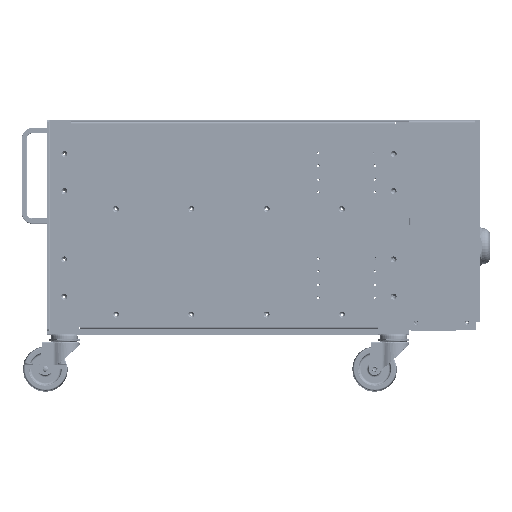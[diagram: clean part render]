
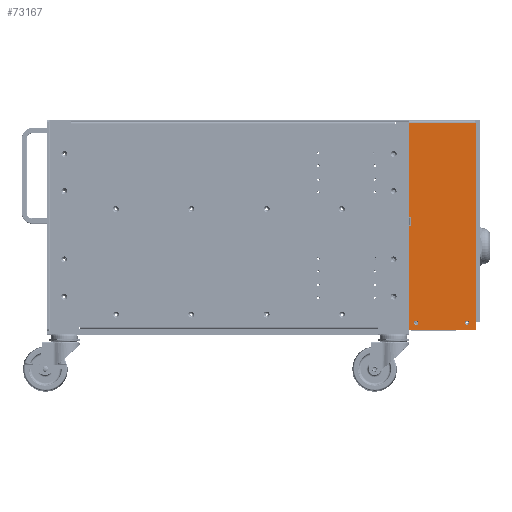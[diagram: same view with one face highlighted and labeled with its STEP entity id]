
A CAD part, top view. The second image highlights one B-rep face of the part: STEP entity #73167.
In plain terms, the highlighted planar face has unit normal (0, 0, 1).
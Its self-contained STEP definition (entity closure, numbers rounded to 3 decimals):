
#3967=FACE_BOUND('',#14518,.T.);
#3968=FACE_BOUND('',#14519,.T.);
#5945=PLANE('',#82100);
#9306=FACE_OUTER_BOUND('',#14517,.T.);
#14517=EDGE_LOOP('',(#65765,#65766,#65767,#65768,#65769,#65770,#65771,#65772,
#65773,#65774,#65775,#65776,#65777));
#14518=EDGE_LOOP('',(#65778,#65779));
#14519=EDGE_LOOP('',(#65780,#65781));
#20215=LINE('',#135188,#25876);
#20230=LINE('',#135224,#25891);
#20233=LINE('',#135231,#25894);
#20237=LINE('',#135238,#25898);
#20239=LINE('',#135242,#25900);
#20240=LINE('',#135244,#25901);
#20241=LINE('',#135246,#25902);
#20242=LINE('',#135248,#25903);
#20243=LINE('',#135250,#25904);
#20244=LINE('',#135252,#25905);
#20245=LINE('',#135254,#25906);
#20246=LINE('',#135256,#25907);
#20247=LINE('',#135257,#25908);
#25876=VECTOR('',#102107,0.394);
#25891=VECTOR('',#102146,0.394);
#25894=VECTOR('',#102151,0.394);
#25898=VECTOR('',#102157,0.394);
#25900=VECTOR('',#102161,0.394);
#25901=VECTOR('',#102162,0.394);
#25902=VECTOR('',#102163,0.394);
#25903=VECTOR('',#102164,0.394);
#25904=VECTOR('',#102165,0.394);
#25905=VECTOR('',#102166,0.394);
#25906=VECTOR('',#102167,0.394);
#25907=VECTOR('',#102168,0.394);
#25908=VECTOR('',#102169,0.394);
#30186=CIRCLE('',#82101,0.145);
#30187=CIRCLE('',#82102,0.145);
#30188=CIRCLE('',#82103,0.145);
#30189=CIRCLE('',#82104,0.145);
#36842=VERTEX_POINT('',#135185);
#36843=VERTEX_POINT('',#135187);
#36852=VERTEX_POINT('',#135223);
#36854=VERTEX_POINT('',#135229);
#36855=VERTEX_POINT('',#135230);
#36858=VERTEX_POINT('',#135241);
#36859=VERTEX_POINT('',#135243);
#36860=VERTEX_POINT('',#135245);
#36861=VERTEX_POINT('',#135247);
#36862=VERTEX_POINT('',#135249);
#36863=VERTEX_POINT('',#135251);
#36864=VERTEX_POINT('',#135253);
#36865=VERTEX_POINT('',#135255);
#36866=VERTEX_POINT('',#135258);
#36867=VERTEX_POINT('',#135259);
#36868=VERTEX_POINT('',#135262);
#36869=VERTEX_POINT('',#135263);
#46647=EDGE_CURVE('',#36843,#36842,#20215,.T.);
#46665=EDGE_CURVE('',#36852,#36843,#20230,.T.);
#46668=EDGE_CURVE('',#36854,#36855,#20233,.T.);
#46672=EDGE_CURVE('',#36855,#36852,#20237,.T.);
#46674=EDGE_CURVE('',#36842,#36858,#20239,.T.);
#46675=EDGE_CURVE('',#36858,#36859,#20240,.T.);
#46676=EDGE_CURVE('',#36859,#36860,#20241,.T.);
#46677=EDGE_CURVE('',#36861,#36860,#20242,.T.);
#46678=EDGE_CURVE('',#36862,#36861,#20243,.T.);
#46679=EDGE_CURVE('',#36863,#36862,#20244,.T.);
#46680=EDGE_CURVE('',#36863,#36864,#20245,.T.);
#46681=EDGE_CURVE('',#36864,#36865,#20246,.T.);
#46682=EDGE_CURVE('',#36854,#36865,#20247,.T.);
#46683=EDGE_CURVE('',#36866,#36867,#30186,.T.);
#46684=EDGE_CURVE('',#36867,#36866,#30187,.T.);
#46685=EDGE_CURVE('',#36868,#36869,#30188,.T.);
#46686=EDGE_CURVE('',#36869,#36868,#30189,.T.);
#65765=ORIENTED_EDGE('',*,*,#46668,.T.);
#65766=ORIENTED_EDGE('',*,*,#46672,.T.);
#65767=ORIENTED_EDGE('',*,*,#46665,.T.);
#65768=ORIENTED_EDGE('',*,*,#46647,.T.);
#65769=ORIENTED_EDGE('',*,*,#46674,.T.);
#65770=ORIENTED_EDGE('',*,*,#46675,.T.);
#65771=ORIENTED_EDGE('',*,*,#46676,.T.);
#65772=ORIENTED_EDGE('',*,*,#46677,.F.);
#65773=ORIENTED_EDGE('',*,*,#46678,.F.);
#65774=ORIENTED_EDGE('',*,*,#46679,.F.);
#65775=ORIENTED_EDGE('',*,*,#46680,.T.);
#65776=ORIENTED_EDGE('',*,*,#46681,.T.);
#65777=ORIENTED_EDGE('',*,*,#46682,.F.);
#65778=ORIENTED_EDGE('',*,*,#46683,.T.);
#65779=ORIENTED_EDGE('',*,*,#46684,.T.);
#65780=ORIENTED_EDGE('',*,*,#46685,.T.);
#65781=ORIENTED_EDGE('',*,*,#46686,.T.);
#73167=ADVANCED_FACE('',(#9306,#3967,#3968),#5945,.T.);
#82100=AXIS2_PLACEMENT_3D('',#135240,#102159,#102160);
#82101=AXIS2_PLACEMENT_3D('',#135260,#102170,#102171);
#82102=AXIS2_PLACEMENT_3D('',#135261,#102172,#102173);
#82103=AXIS2_PLACEMENT_3D('',#135264,#102174,#102175);
#82104=AXIS2_PLACEMENT_3D('',#135265,#102176,#102177);
#102107=DIRECTION('',(0.,-1.,0.));
#102146=DIRECTION('',(-1.,0.,0.));
#102151=DIRECTION('',(1.,0.,0.));
#102157=DIRECTION('',(0.,-1.,0.));
#102159=DIRECTION('center_axis',(0.,0.,1.));
#102160=DIRECTION('ref_axis',(1.,0.,0.));
#102161=DIRECTION('',(1.,0.,0.));
#102162=DIRECTION('',(0.,-1.,0.));
#102163=DIRECTION('',(-1.,0.,0.));
#102164=DIRECTION('',(0.,1.,0.));
#102165=DIRECTION('',(-1.,0.,0.));
#102166=DIRECTION('',(0.,-1.,0.));
#102167=DIRECTION('',(-1.,0.,0.));
#102168=DIRECTION('',(-1.,0.,0.));
#102169=DIRECTION('',(0.,1.,0.));
#102170=DIRECTION('center_axis',(0.,0.,-1.));
#102171=DIRECTION('ref_axis',(1.,0.,0.));
#102172=DIRECTION('center_axis',(0.,0.,-1.));
#102173=DIRECTION('ref_axis',(1.,0.,0.));
#102174=DIRECTION('center_axis',(0.,0.,-1.));
#102175=DIRECTION('ref_axis',(1.,0.,0.));
#102176=DIRECTION('center_axis',(0.,0.,-1.));
#102177=DIRECTION('ref_axis',(1.,0.,0.));
#135185=CARTESIAN_POINT('',(0.648,-7.455,0.));
#135187=CARTESIAN_POINT('',(0.648,-6.955,0.));
#135188=CARTESIAN_POINT('',(0.648,-7.213,0.));
#135223=CARTESIAN_POINT('',(0.688,-6.955,0.));
#135224=CARTESIAN_POINT('',(1.719,-6.955,0.));
#135229=CARTESIAN_POINT('',(0.5,-6.893,0.));
#135230=CARTESIAN_POINT('',(0.688,-6.893,0.));
#135231=CARTESIAN_POINT('',(1.625,-6.893,0.));
#135238=CARTESIAN_POINT('',(0.688,-7.182,0.));
#135240=CARTESIAN_POINT('Origin',(2.75,-7.471,0.));
#135241=CARTESIAN_POINT('',(0.688,-7.455,0.));
#135242=CARTESIAN_POINT('',(1.625,-7.455,0.));
#135243=CARTESIAN_POINT('',(0.688,-7.518,0.));
#135244=CARTESIAN_POINT('',(0.688,-7.463,0.));
#135245=CARTESIAN_POINT('',(0.5,-7.518,0.));
#135246=CARTESIAN_POINT('',(1.719,-7.518,0.));
#135247=CARTESIAN_POINT('',(0.5,-14.441,0.));
#135248=CARTESIAN_POINT('',(0.5,-14.441,0.));
#135249=CARTESIAN_POINT('',(5.,-14.441,0.));
#135250=CARTESIAN_POINT('',(5.,-14.441,0.));
#135251=CARTESIAN_POINT('',(5.,-0.648,0.));
#135252=CARTESIAN_POINT('',(5.,-0.5,0.));
#135253=CARTESIAN_POINT('',(4.91,-0.648,0.));
#135254=CARTESIAN_POINT('',(3.875,-0.648,0.));
#135255=CARTESIAN_POINT('',(0.5,-0.648,0.));
#135256=CARTESIAN_POINT('',(3.875,-0.648,0.));
#135257=CARTESIAN_POINT('',(0.5,-14.441,0.));
#135258=CARTESIAN_POINT('',(4.519,-13.941,0.));
#135259=CARTESIAN_POINT('',(4.23,-13.941,0.));
#135260=CARTESIAN_POINT('Origin',(4.375,-13.941,0.));
#135261=CARTESIAN_POINT('Origin',(4.375,-13.941,0.));
#135262=CARTESIAN_POINT('',(1.144,-13.941,0.));
#135263=CARTESIAN_POINT('',(0.855,-13.941,0.));
#135264=CARTESIAN_POINT('Origin',(1.,-13.941,0.));
#135265=CARTESIAN_POINT('Origin',(1.,-13.941,0.));
